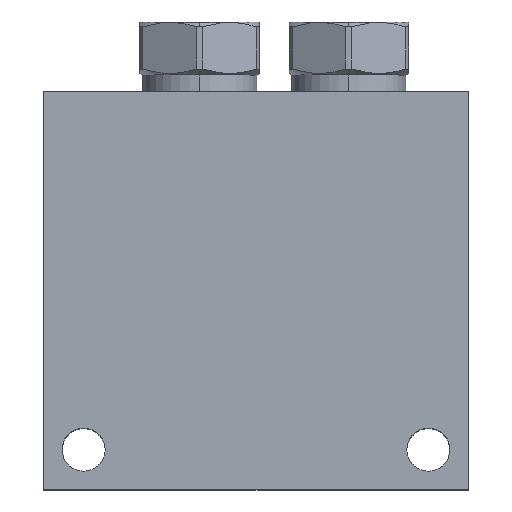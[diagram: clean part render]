
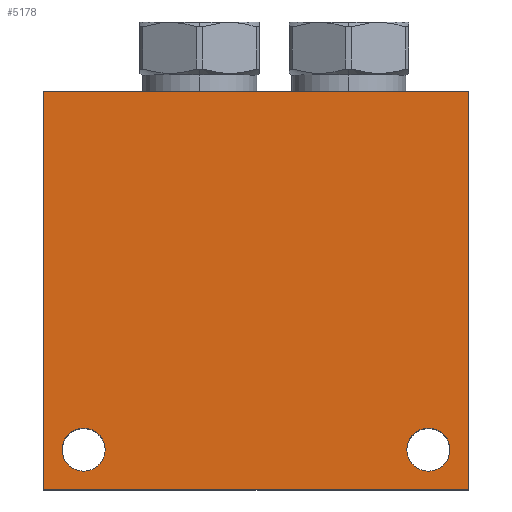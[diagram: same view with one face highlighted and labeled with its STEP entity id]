
A CAD part, top view. The second image highlights one B-rep face of the part: STEP entity #5178.
In plain terms, the highlighted planar face has unit normal (0, 0, 1).
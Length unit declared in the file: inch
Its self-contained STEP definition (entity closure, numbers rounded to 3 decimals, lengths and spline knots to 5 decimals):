
#183=DIRECTION('',(0.,-1.,0.));
#184=VECTOR('',#183,3.75);
#185=CARTESIAN_POINT('',(0.,0.,3.));
#186=LINE('',#185,#184);
#187=DIRECTION('',(-1.,0.,0.));
#188=VECTOR('',#187,4.);
#189=CARTESIAN_POINT('',(4.,0.,3.));
#190=LINE('',#189,#188);
#191=DIRECTION('',(0.,1.,0.));
#192=VECTOR('',#191,3.75);
#193=CARTESIAN_POINT('',(4.,-3.75,3.));
#194=LINE('',#193,#192);
#195=DIRECTION('',(1.,0.,0.));
#196=VECTOR('',#195,4.);
#197=CARTESIAN_POINT('',(0.,-3.75,3.));
#198=LINE('',#197,#196);
#199=CARTESIAN_POINT('',(0.375,-3.375,3.));
#200=DIRECTION('',(0.,0.,-1.));
#201=DIRECTION('',(-1.,0.,0.));
#202=AXIS2_PLACEMENT_3D('',#199,#200,#201);
#204=CARTESIAN_POINT('',(0.375,-3.375,3.));
#205=DIRECTION('',(0.,0.,-1.));
#206=DIRECTION('',(1.,0.,0.));
#207=AXIS2_PLACEMENT_3D('',#204,#205,#206);
#209=CARTESIAN_POINT('',(3.625,-3.375,3.));
#210=DIRECTION('',(0.,0.,-1.));
#211=DIRECTION('',(-1.,0.,0.));
#212=AXIS2_PLACEMENT_3D('',#209,#210,#211);
#214=CARTESIAN_POINT('',(3.625,-3.375,3.));
#215=DIRECTION('',(0.,0.,-1.));
#216=DIRECTION('',(1.,0.,0.));
#217=AXIS2_PLACEMENT_3D('',#214,#215,#216);
#4428=CARTESIAN_POINT('',(0.,0.,3.));
#4429=CARTESIAN_POINT('',(0.,-3.75,3.));
#4430=VERTEX_POINT('',#4428);
#4431=VERTEX_POINT('',#4429);
#4432=CARTESIAN_POINT('',(4.,-3.75,3.));
#4433=VERTEX_POINT('',#4432);
#4434=CARTESIAN_POINT('',(4.,0.,3.));
#4435=VERTEX_POINT('',#4434);
#4436=CARTESIAN_POINT('',(0.172,-3.375,3.));
#4437=CARTESIAN_POINT('',(0.578,-3.375,3.));
#4438=VERTEX_POINT('',#4436);
#4439=VERTEX_POINT('',#4437);
#4440=CARTESIAN_POINT('',(3.422,-3.375,3.));
#4441=CARTESIAN_POINT('',(3.828,-3.375,3.));
#4442=VERTEX_POINT('',#4440);
#4443=VERTEX_POINT('',#4441);
#5155=CARTESIAN_POINT('',(0.,0.,3.));
#5156=DIRECTION('',(0.,0.,1.));
#5157=DIRECTION('',(1.,0.,0.));
#5158=AXIS2_PLACEMENT_3D('',#5155,#5156,#5157);
#5159=PLANE('',#5158);
#5160=ORIENTED_EDGE('',*,*,#5035,.F.);
#5161=ORIENTED_EDGE('',*,*,#5074,.F.);
#5162=ORIENTED_EDGE('',*,*,#5112,.F.);
#5163=ORIENTED_EDGE('',*,*,#5143,.F.);
#5164=EDGE_LOOP('',(#5160,#5161,#5162,#5163));
#5165=FACE_OUTER_BOUND('',#5164,.F.);
#5167=ORIENTED_EDGE('',*,*,#5166,.F.);
#5169=ORIENTED_EDGE('',*,*,#5168,.F.);
#5170=EDGE_LOOP('',(#5167,#5169));
#5171=FACE_BOUND('',#5170,.F.);
#5173=ORIENTED_EDGE('',*,*,#5172,.F.);
#5175=ORIENTED_EDGE('',*,*,#5174,.F.);
#5176=EDGE_LOOP('',(#5173,#5175));
#5177=FACE_BOUND('',#5176,.F.);
#5178=ADVANCED_FACE('',(#5165,#5171,#5177),#5159,.T.);
#203=CIRCLE('',#202,0.203);
#208=CIRCLE('',#207,0.203);
#213=CIRCLE('',#212,0.203);
#218=CIRCLE('',#217,0.203);
#5035=EDGE_CURVE('',#4430,#4431,#186,.T.);
#5074=EDGE_CURVE('',#4435,#4430,#190,.T.);
#5112=EDGE_CURVE('',#4433,#4435,#194,.T.);
#5143=EDGE_CURVE('',#4431,#4433,#198,.T.);
#5166=EDGE_CURVE('',#4438,#4439,#203,.T.);
#5168=EDGE_CURVE('',#4439,#4438,#208,.T.);
#5172=EDGE_CURVE('',#4442,#4443,#213,.T.);
#5174=EDGE_CURVE('',#4443,#4442,#218,.T.);
